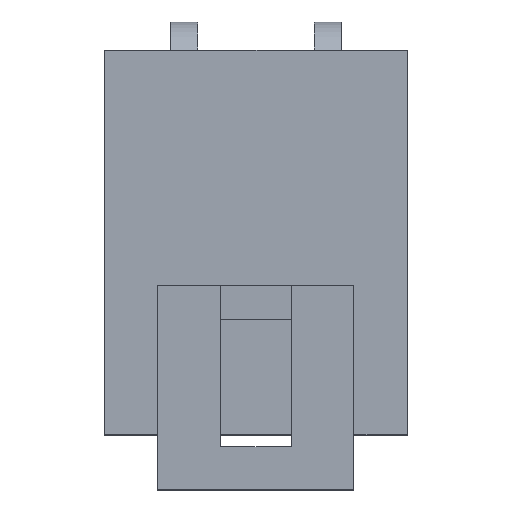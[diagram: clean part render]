
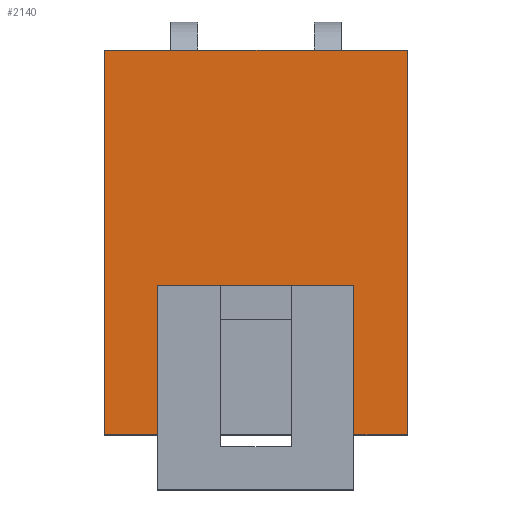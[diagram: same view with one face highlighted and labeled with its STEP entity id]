
A CAD part, top view. The second image highlights one B-rep face of the part: STEP entity #2140.
In plain terms, the highlighted planar face has unit normal (0, 0, 1).
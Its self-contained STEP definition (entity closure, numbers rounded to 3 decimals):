
#68=PLANE('',#2285);
#164=LINE('',#3024,#435);
#244=LINE('',#3194,#515);
#252=LINE('',#3210,#523);
#274=LINE('',#3254,#545);
#275=LINE('',#3256,#546);
#276=LINE('',#3257,#547);
#277=LINE('',#3258,#548);
#278=LINE('',#3259,#549);
#435=VECTOR('',#2441,1.);
#515=VECTOR('',#2541,1.);
#523=VECTOR('',#2549,1.);
#545=VECTOR('',#2581,1.);
#546=VECTOR('',#2582,1.);
#547=VECTOR('',#2583,1.);
#548=VECTOR('',#2584,1.);
#549=VECTOR('',#2585,1.);
#725=FACE_OUTER_BOUND('',#846,.T.);
#846=EDGE_LOOP('',(#1649,#1650,#1651,#1652,#1653,#1654,#1655,#1656));
#1006=VERTEX_POINT('',#3021);
#1007=VERTEX_POINT('',#3023);
#1086=VERTEX_POINT('',#3191);
#1087=VERTEX_POINT('',#3193);
#1094=VERTEX_POINT('',#3207);
#1095=VERTEX_POINT('',#3209);
#1112=VERTEX_POINT('',#3253);
#1113=VERTEX_POINT('',#3255);
#1210=EDGE_CURVE('',#1006,#1007,#164,.T.);
#1296=EDGE_CURVE('',#1086,#1087,#244,.T.);
#1304=EDGE_CURVE('',#1094,#1095,#252,.T.);
#1326=EDGE_CURVE('',#1094,#1112,#274,.T.);
#1327=EDGE_CURVE('',#1113,#1112,#275,.T.);
#1328=EDGE_CURVE('',#1087,#1113,#276,.T.);
#1329=EDGE_CURVE('',#1007,#1086,#277,.T.);
#1330=EDGE_CURVE('',#1095,#1006,#278,.T.);
#1649=ORIENTED_EDGE('',*,*,#1304,.F.);
#1650=ORIENTED_EDGE('',*,*,#1326,.T.);
#1651=ORIENTED_EDGE('',*,*,#1327,.F.);
#1652=ORIENTED_EDGE('',*,*,#1328,.F.);
#1653=ORIENTED_EDGE('',*,*,#1296,.F.);
#1654=ORIENTED_EDGE('',*,*,#1329,.F.);
#1655=ORIENTED_EDGE('',*,*,#1210,.F.);
#1656=ORIENTED_EDGE('',*,*,#1330,.F.);
#2140=ADVANCED_FACE('',(#725),#68,.T.);
#2285=AXIS2_PLACEMENT_3D('',#3252,#2579,#2580);
#2441=DIRECTION('',(1.,0.,0.));
#2541=DIRECTION('',(-1.,0.,0.));
#2549=DIRECTION('',(-1.,0.,0.));
#2579=DIRECTION('center_axis',(0.,0.,1.));
#2580=DIRECTION('ref_axis',(1.,0.,0.));
#2581=DIRECTION('',(0.,1.,0.));
#2582=DIRECTION('',(-1.,0.,0.));
#2583=DIRECTION('',(0.,1.,0.));
#2584=DIRECTION('',(0.,-1.,0.));
#2585=DIRECTION('',(0.,1.,0.));
#3021=CARTESIAN_POINT('',(-6.02,15.3,6.79));
#3023=CARTESIAN_POINT('',(6.03,15.3,6.79));
#3024=CARTESIAN_POINT('',(6.03,15.3,6.79));
#3191=CARTESIAN_POINT('',(6.03,0.,6.79));
#3193=CARTESIAN_POINT('',(3.9,0.,6.79));
#3194=CARTESIAN_POINT('',(-6.02,0.,6.79));
#3207=CARTESIAN_POINT('',(-3.9,0.,6.79));
#3209=CARTESIAN_POINT('',(-6.02,0.,6.79));
#3210=CARTESIAN_POINT('',(-6.02,0.,6.79));
#3252=CARTESIAN_POINT('Origin',(0.,0.,6.79));
#3253=CARTESIAN_POINT('',(-3.9,5.93,6.79));
#3254=CARTESIAN_POINT('',(-3.9,0.,6.79));
#3255=CARTESIAN_POINT('',(3.9,5.93,6.79));
#3256=CARTESIAN_POINT('',(3.9,5.93,6.79));
#3257=CARTESIAN_POINT('',(3.9,0.,6.79));
#3258=CARTESIAN_POINT('',(6.03,0.,6.79));
#3259=CARTESIAN_POINT('',(-6.02,15.3,6.79));
